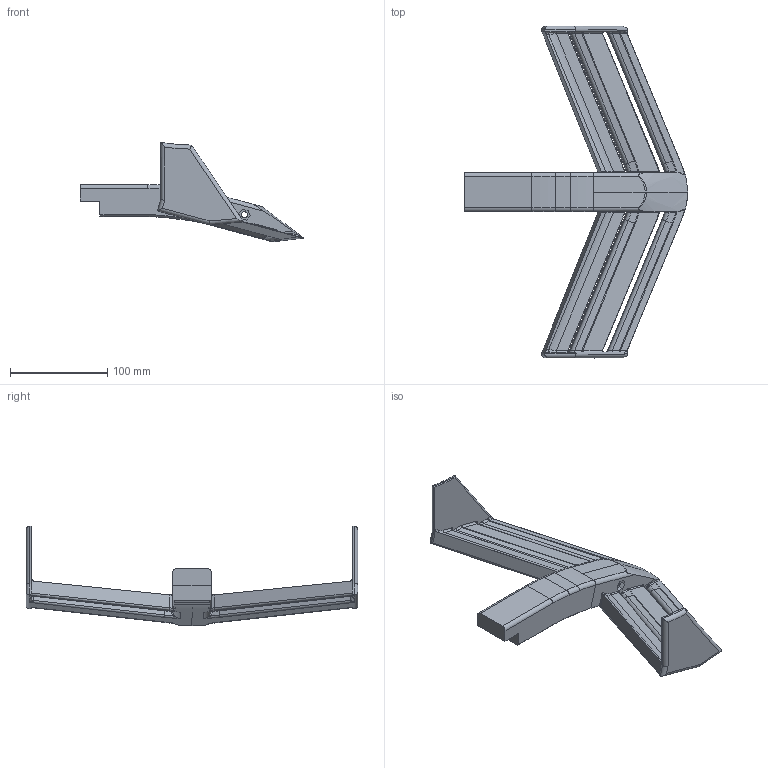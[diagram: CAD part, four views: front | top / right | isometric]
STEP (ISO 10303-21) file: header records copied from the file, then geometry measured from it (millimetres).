
FILE_DESCRIPTION(/* description */ ('STEP AP242','CAx-IF Rec.Pracs.---Representation and Presentation of Product Manufacturing Information (PMI)---4.0---2014-10-13','CAx-IF Rec.Pracs.---3D Tessellated Geometry---0.4---2014-09-14','2;1'),/* implementation_level */ '2;1');
FILE_NAME(/* name */ '667b837ee3a6775cdf2fd809',/* time_stamp */ '2024-06-26T02:57:03Z',/* author */ (''),/* organization */ (''),/* preprocessor_version */ 'ST-DEVELOPER v20',/* originating_system */ ' ',/* authorisation */ ' ');
FILE_SCHEMA (('AP242_MANAGED_MODEL_BASED_3D_ENGINEERING_MIM_LF { 1 0 10303 442 1 1 4 }'));
Length unit declared in the file: metre
Products named in the file (3): Part 2; Part 4; Part 3
Bounding box: 229.09 x 340.8 x 102.19 mm (x, y, z)
Volume: 473767.1 mm3; surface area: 114818.5 mm2
Topology: 3 solids, 3 shells, 288 faces, 711 edges, 417 vertices
Faces by surface type: cylinder 93, bspline 75, plane 70, torus 34, cone 16
Full cylindrical faces by diameter (mm): 6.3 x2, 12 x1
Entity records: 9540 total; most frequent: CARTESIAN_POINT 3124, ORIENTED_EDGE 1402, DIRECTION 1260, EDGE_CURVE 701, AXIS2_PLACEMENT_3D 497, VERTEX_POINT 416, EDGE_LOOP 297, FACE_BOUND 297
